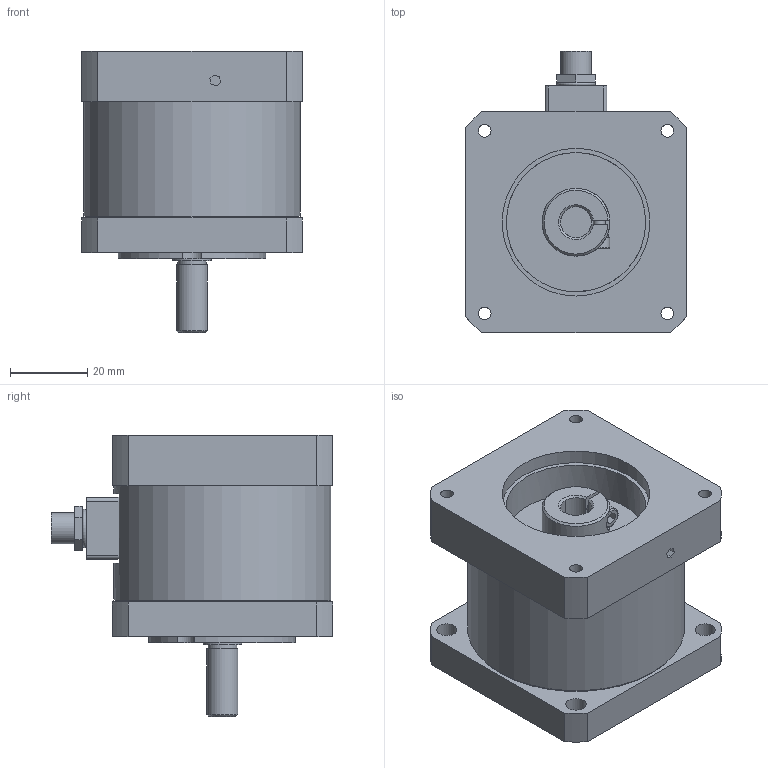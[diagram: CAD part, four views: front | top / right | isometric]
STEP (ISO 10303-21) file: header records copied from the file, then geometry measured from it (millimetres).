
FILE_DESCRIPTION(/* description */ (''),/* implementation_level */ '2;1');
FILE_NAME(/* name */ 'D-00004184.stp',/* time_stamp */ '2021-08-19T08:43:45+02:00',/* author */ ('angelika.schneid'),/* organization */ (''),/* preprocessor_version */ 'ST-DEVELOPER v17.2',/* originating_system */ 'Autodesk Inventor 2019',/* authorisation */ '');
FILE_SCHEMA (('AUTOMOTIVE_DESIGN { 1 0 10303 214 3 1 1 }'));
Length unit declared in the file: millimetre
Products named in the file (1): D-00004184
Bounding box: 57 x 72.7 x 72.6 mm (x, y, z)
Volume: 135260.7 mm3; surface area: 25897 mm2
Topology: 1 solids, 1 shells, 247 faces, 659 edges, 467 vertices
Faces by surface type: plane 155, cylinder 77, torus 11, cone 4
Full cylindrical faces by diameter (mm): 1 x3, 1.5 x2, 2 x3, 2.2 x3, 2.9 x1, 3 x1, 3.3 x5, 3.62 x4, 3.8 x4, 4.2 x1, 5.2 x4, 5.4 x4, 5.88 x1, 6.5 x3, 7.4 x1, 8 x5, 9.6 x1, 10 x1, 17.5 x1, 18.5 x1, 36 x1, 38.15 x1, 55 x1, 55.2 x1, 56 x1
Entity records: 8115 total; most frequent: CARTESIAN_POINT 1478, DIRECTION 1455, ORIENTED_EDGE 1318, EDGE_CURVE 659, AXIS2_PLACEMENT_3D 557, VERTEX_POINT 467, LINE 341, VECTOR 341
